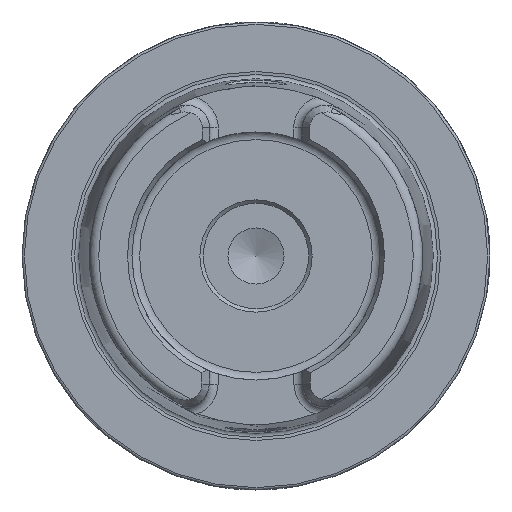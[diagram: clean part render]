
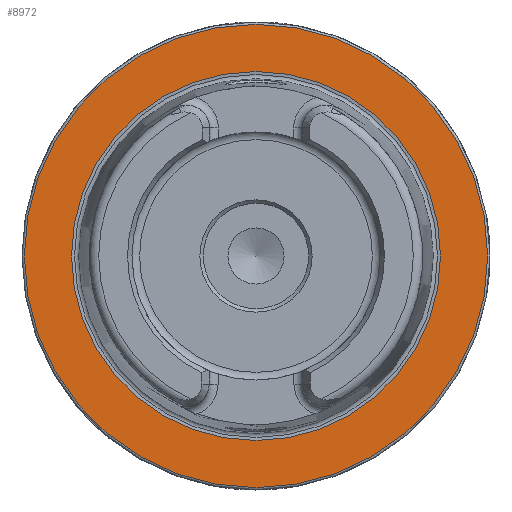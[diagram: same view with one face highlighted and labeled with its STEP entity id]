
A CAD part, left-side view. The second image highlights one B-rep face of the part: STEP entity #8972.
In plain terms, the highlighted planar face has unit normal (-1, 0, 0).
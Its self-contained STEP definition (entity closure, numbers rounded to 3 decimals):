
#20 = CIRCLE ( 'NONE', #5033, 39.414 ) ;
#209 = CARTESIAN_POINT ( 'NONE',  ( 0., 0., 49.5 ) ) ;
#764 = VERTEX_POINT ( 'NONE', #209 ) ;
#990 = CARTESIAN_POINT ( 'NONE',  ( 0., 0., 39.414 ) ) ;
#2531 = DIRECTION ( 'NONE',  ( -1., 0., 0. ) ) ;
#3249 = AXIS2_PLACEMENT_3D ( 'NONE', #11536, #2531, #4612 ) ;
#4330 = VERTEX_POINT ( 'NONE', #990 ) ;
#4612 = DIRECTION ( 'NONE',  ( 0., 0., 1. ) ) ;
#5033 = AXIS2_PLACEMENT_3D ( 'NONE', #7019, #8003, #6842 ) ;
#5194 = ORIENTED_EDGE ( 'NONE', *, *, #6127, .F. ) ;
#5823 = CARTESIAN_POINT ( 'NONE',  ( 0., 49.5, 0. ) ) ;
#5912 = PLANE ( 'NONE',  #11047 ) ;
#6127 = EDGE_CURVE ( 'NONE', #4330, #4330, #20, .T. ) ;
#6307 = EDGE_LOOP ( 'NONE', ( #8960 ) ) ;
#6457 = CIRCLE ( 'NONE', #3249, 49.5 ) ;
#6842 = DIRECTION ( 'NONE',  ( 0., 0., 1. ) ) ;
#6933 = EDGE_LOOP ( 'NONE', ( #5194 ) ) ;
#7019 = CARTESIAN_POINT ( 'NONE',  ( 0., 0., 0. ) ) ;
#8003 = DIRECTION ( 'NONE',  ( -1., 0., 0. ) ) ;
#8478 = FACE_BOUND ( 'NONE', #6933, .T. ) ;
#8960 = ORIENTED_EDGE ( 'NONE', *, *, #9285, .T. ) ;
#8972 = ADVANCED_FACE ( 'NONE', ( #8478, #10474 ), #5912, .F. ) ;
#9285 = EDGE_CURVE ( 'NONE', #764, #764, #6457, .T. ) ;
#10474 = FACE_OUTER_BOUND ( 'NONE', #6307, .T. ) ;
#11047 = AXIS2_PLACEMENT_3D ( 'NONE', #5823, #12734, #11833 ) ;
#11536 = CARTESIAN_POINT ( 'NONE',  ( 0., 0., 0. ) ) ;
#11833 = DIRECTION ( 'NONE',  ( 0., 0., -1. ) ) ;
#12734 = DIRECTION ( 'NONE',  ( 1., 0., 0. ) ) ;
